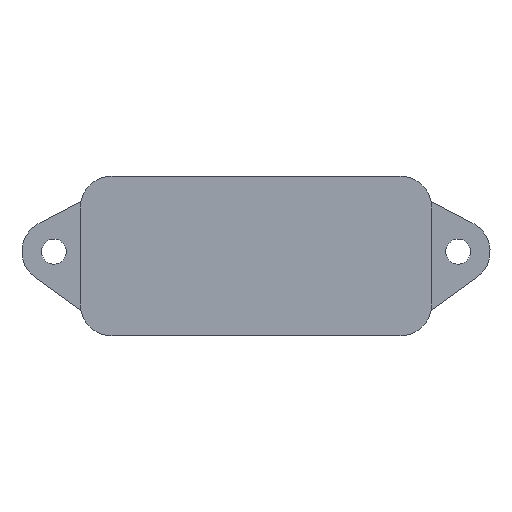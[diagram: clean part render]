
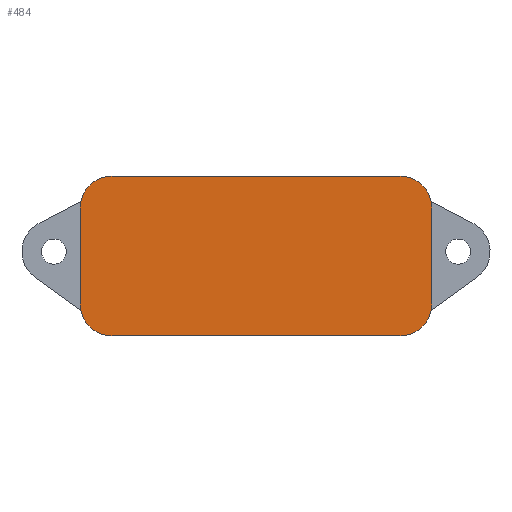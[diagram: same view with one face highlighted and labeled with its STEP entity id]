
A CAD part, left-side view. The second image highlights one B-rep face of the part: STEP entity #484.
In plain terms, the highlighted planar face has unit normal (-1, 0, 0).
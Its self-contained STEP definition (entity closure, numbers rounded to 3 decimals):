
#272=CARTESIAN_POINT('Vertex',(-5.5,-16.5,-4.5)) ;
#275=CARTESIAN_POINT('Axis2P3D Location',(-5.5,-13.5,-4.5)) ;
#279=CARTESIAN_POINT('Vertex',(-5.5,-13.5,-7.5)) ;
#369=CARTESIAN_POINT('Vertex',(-5.5,-13.5,7.5)) ;
#372=CARTESIAN_POINT('Axis2P3D Location',(-5.5,-13.5,4.5)) ;
#376=CARTESIAN_POINT('Vertex',(-5.5,-16.5,4.5)) ;
#424=CARTESIAN_POINT('Line Origine',(-5.5,-16.5,0.)) ;
#436=CARTESIAN_POINT('Axis2P3D Location',(-5.5,0.,0.)) ;
#441=CARTESIAN_POINT('Line Origine',(-5.5,0.,7.5)) ;
#445=CARTESIAN_POINT('Vertex',(-5.5,13.5,7.5)) ;
#448=CARTESIAN_POINT('Axis2P3D Location',(-5.5,13.5,4.5)) ;
#452=CARTESIAN_POINT('Vertex',(-5.5,16.5,4.5)) ;
#455=CARTESIAN_POINT('Line Origine',(-5.5,16.5,0.)) ;
#459=CARTESIAN_POINT('Vertex',(-5.5,16.5,-4.5)) ;
#462=CARTESIAN_POINT('Axis2P3D Location',(-5.5,13.5,-4.5)) ;
#466=CARTESIAN_POINT('Vertex',(-5.5,13.5,-7.5)) ;
#469=CARTESIAN_POINT('Line Origine',(-5.5,0.,-7.5)) ;
#276=DIRECTION('Axis2P3D Direction',(1.,0.,0.)) ;
#373=DIRECTION('Axis2P3D Direction',(1.,0.,0.)) ;
#425=DIRECTION('Vector Direction',(0.,0.,-1.)) ;
#437=DIRECTION('Axis2P3D Direction',(1.,0.,0.)) ;
#438=DIRECTION('Axis2P3D XDirection',(0.,1.,0.)) ;
#442=DIRECTION('Vector Direction',(0.,1.,0.)) ;
#449=DIRECTION('Axis2P3D Direction',(1.,0.,0.)) ;
#456=DIRECTION('Vector Direction',(0.,0.,1.)) ;
#463=DIRECTION('Axis2P3D Direction',(1.,0.,0.)) ;
#470=DIRECTION('Vector Direction',(0.,-1.,0.)) ;
#277=AXIS2_PLACEMENT_3D('Circle Axis2P3D',#275,#276,$) ;
#374=AXIS2_PLACEMENT_3D('Circle Axis2P3D',#372,#373,$) ;
#439=AXIS2_PLACEMENT_3D('Plane Axis2P3D',#436,#437,#438) ;
#450=AXIS2_PLACEMENT_3D('Circle Axis2P3D',#448,#449,$) ;
#464=AXIS2_PLACEMENT_3D('Circle Axis2P3D',#462,#463,$) ;
#475=ORIENTED_EDGE('',*,*,#281,.F.) ;
#476=ORIENTED_EDGE('',*,*,#428,.F.) ;
#477=ORIENTED_EDGE('',*,*,#378,.F.) ;
#478=ORIENTED_EDGE('',*,*,#447,.F.) ;
#479=ORIENTED_EDGE('',*,*,#454,.F.) ;
#480=ORIENTED_EDGE('',*,*,#461,.F.) ;
#481=ORIENTED_EDGE('',*,*,#468,.F.) ;
#482=ORIENTED_EDGE('',*,*,#473,.F.) ;
#426=VECTOR('Line Direction',#425,1.) ;
#443=VECTOR('Line Direction',#442,1.) ;
#457=VECTOR('Line Direction',#456,1.) ;
#471=VECTOR('Line Direction',#470,1.) ;
#484=ADVANCED_FACE('PartBody',(#483),#440,.F.) ;
#278=CIRCLE('generated circle',#277,3.) ;
#375=CIRCLE('generated circle',#374,3.) ;
#451=CIRCLE('generated circle',#450,3.) ;
#465=CIRCLE('generated circle',#464,3.) ;
#281=EDGE_CURVE('',#273,#280,#278,.T.) ;
#378=EDGE_CURVE('',#370,#377,#375,.T.) ;
#428=EDGE_CURVE('',#377,#273,#427,.T.) ;
#447=EDGE_CURVE('',#446,#370,#444,.F.) ;
#454=EDGE_CURVE('',#453,#446,#451,.T.) ;
#461=EDGE_CURVE('',#460,#453,#458,.T.) ;
#468=EDGE_CURVE('',#467,#460,#465,.T.) ;
#473=EDGE_CURVE('',#280,#467,#472,.F.) ;
#474=EDGE_LOOP('',(#475,#476,#477,#478,#479,#480,#481,#482)) ;
#483=FACE_OUTER_BOUND('',#474,.T.) ;
#427=LINE('Line',#424,#426) ;
#444=LINE('Line',#441,#443) ;
#458=LINE('Line',#455,#457) ;
#472=LINE('Line',#469,#471) ;
#440=PLANE('',#439) ;
#273=VERTEX_POINT('',#272) ;
#280=VERTEX_POINT('',#279) ;
#370=VERTEX_POINT('',#369) ;
#377=VERTEX_POINT('',#376) ;
#446=VERTEX_POINT('',#445) ;
#453=VERTEX_POINT('',#452) ;
#460=VERTEX_POINT('',#459) ;
#467=VERTEX_POINT('',#466) ;
